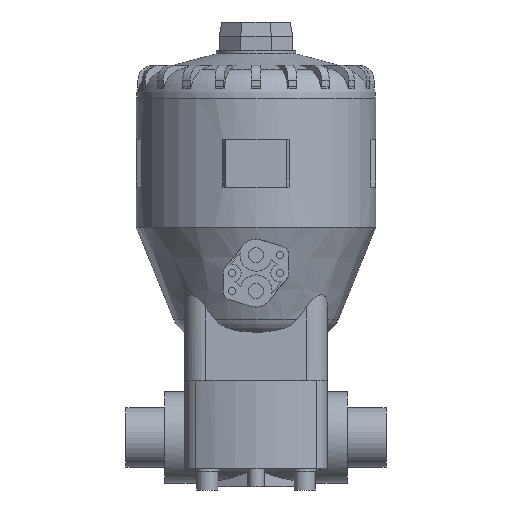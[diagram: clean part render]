
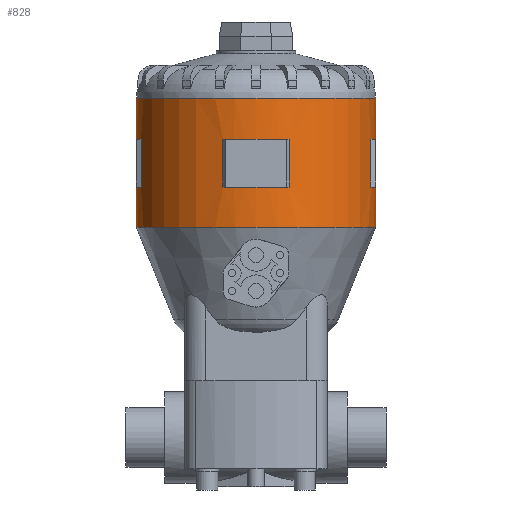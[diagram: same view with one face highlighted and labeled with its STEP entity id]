
A CAD part, front view. The second image highlights one B-rep face of the part: STEP entity #828.
In plain terms, the highlighted cylindrical face has radius 80 mm (diameter 160 mm), a partial arc.
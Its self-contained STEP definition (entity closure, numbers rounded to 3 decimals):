
#828=ADVANCED_FACE('',(#1717,#1718),#1719,.T.);
#1717=FACE_OUTER_BOUND('',#2671,.T.);
#1718=FACE_BOUND('',#2672,.T.);
#1719=CYLINDRICAL_SURFACE('',#2673,80.0);
#2671=EDGE_LOOP('',(#5129,#5130,#5131,#5132,#5133,#5134,#5135,#5136,#5137,#5138,#5139,#5140));
#2672=EDGE_LOOP('',(#5141,#5142,#5143,#5144,#5145,#5146));
#2673=AXIS2_PLACEMENT_3D('',#5147,#5148,#5149);
#5129=ORIENTED_EDGE('',*,*,#5880,.T.);
#5130=ORIENTED_EDGE('',*,*,#6158,.T.);
#5131=ORIENTED_EDGE('',*,*,#6162,.T.);
#5132=ORIENTED_EDGE('',*,*,#6151,.T.);
#5133=ORIENTED_EDGE('',*,*,#5887,.T.);
#5134=ORIENTED_EDGE('',*,*,#6292,.F.);
#5135=ORIENTED_EDGE('',*,*,#5885,.T.);
#5136=ORIENTED_EDGE('',*,*,#6197,.T.);
#5137=ORIENTED_EDGE('',*,*,#6209,.T.);
#5138=ORIENTED_EDGE('',*,*,#6212,.T.);
#5139=ORIENTED_EDGE('',*,*,#5881,.T.);
#5140=ORIENTED_EDGE('',*,*,#6683,.T.);
#5141=ORIENTED_EDGE('',*,*,#6183,.T.);
#5142=ORIENTED_EDGE('',*,*,#6171,.T.);
#5143=ORIENTED_EDGE('',*,*,#6175,.T.);
#5144=ORIENTED_EDGE('',*,*,#6189,.T.);
#5145=ORIENTED_EDGE('',*,*,#6192,.T.);
#5146=ORIENTED_EDGE('',*,*,#6179,.T.);
#5147=CARTESIAN_POINT('',(0.0,0.0,183.827));
#5148=DIRECTION('',(0.0,0.0,1.0));
#5149=DIRECTION('',(1.0,0.0,0.0));
#5880=EDGE_CURVE('',#7018,#7143,#7144,.T.);
#5881=EDGE_CURVE('',#7145,#7038,#7146,.T.);
#5885=EDGE_CURVE('',#7153,#7151,#7154,.T.);
#5887=EDGE_CURVE('',#7157,#7155,#7158,.T.);
#6151=EDGE_CURVE('',#7558,#7157,#7559,.T.);
#6158=EDGE_CURVE('',#7143,#7568,#7569,.T.);
#6162=EDGE_CURVE('',#7568,#7558,#7574,.T.);
#6171=EDGE_CURVE('',#7584,#7585,#7586,.T.);
#6175=EDGE_CURVE('',#7585,#7591,#7592,.T.);
#6179=EDGE_CURVE('',#7597,#7598,#7599,.T.);
#6183=EDGE_CURVE('',#7598,#7584,#7604,.T.);
#6189=EDGE_CURVE('',#7591,#7611,#7612,.T.);
#6192=EDGE_CURVE('',#7611,#7597,#7615,.T.);
#6197=EDGE_CURVE('',#7151,#7621,#7622,.T.);
#6209=EDGE_CURVE('',#7621,#7637,#7638,.T.);
#6212=EDGE_CURVE('',#7637,#7145,#7641,.T.);
#6292=EDGE_CURVE('',#7153,#7155,#7773,.T.);
#6683=EDGE_CURVE('',#7038,#7018,#8304,.T.);
#7018=VERTEX_POINT('',#8861);
#7038=VERTEX_POINT('',#8976);
#7143=VERTEX_POINT('',#9266);
#7144=LINE('',#9267,#9268);
#7145=VERTEX_POINT('',#9269);
#7146=LINE('',#9270,#9271);
#7151=VERTEX_POINT('',#9277);
#7153=VERTEX_POINT('',#9279);
#7154=LINE('',#9280,#9281);
#7155=VERTEX_POINT('',#9282);
#7157=VERTEX_POINT('',#9284);
#7158=LINE('',#9285,#9286);
#7558=VERTEX_POINT('',#10483);
#7559=CIRCLE('',#10484,80.0);
#7568=VERTEX_POINT('',#10497);
#7569=CIRCLE('',#10498,80.0);
#7574=LINE('',#10505,#10506);
#7584=VERTEX_POINT('',#10520);
#7585=VERTEX_POINT('',#10521);
#7586=CIRCLE('',#10522,80.0);
#7591=VERTEX_POINT('',#10529);
#7592=CIRCLE('',#10530,80.0);
#7597=VERTEX_POINT('',#10537);
#7598=VERTEX_POINT('',#10538);
#7599=CIRCLE('',#10539,80.0);
#7604=LINE('',#10546,#10547);
#7611=VERTEX_POINT('',#10557);
#7612=LINE('',#10558,#10559);
#7615=CIRCLE('',#10563,80.0);
#7621=VERTEX_POINT('',#10571);
#7622=CIRCLE('',#10572,80.0);
#7637=VERTEX_POINT('',#10594);
#7638=LINE('',#10595,#10596);
#7641=CIRCLE('',#10600,80.0);
#7773=CIRCLE('',#11284,80.0);
#8304=CIRCLE('',#12382,80.0);
#8861=CARTESIAN_POINT('',(80.0,0.0,140.598));
#8976=CARTESIAN_POINT('',(-80.0,0.,140.598));
#9266=CARTESIAN_POINT('',(80.0,0.,167.55));
#9267=CARTESIAN_POINT('',(80.0,0.,183.827));
#9268=VECTOR('',#12856,1.0);
#9269=CARTESIAN_POINT('',(-80.0,0.,167.55));
#9270=CARTESIAN_POINT('',(-80.0,0.,183.827));
#9271=VECTOR('',#12857,1.0);
#9277=CARTESIAN_POINT('',(-80.0,0.,199.55));
#9279=CARTESIAN_POINT('',(-80.0,0.,227.057));
#9280=CARTESIAN_POINT('',(-80.0,0.,183.827));
#9281=VECTOR('',#12865,1.0);
#9282=CARTESIAN_POINT('',(80.0,0.0,227.057));
#9284=CARTESIAN_POINT('',(80.0,0.,199.55));
#9285=CARTESIAN_POINT('',(80.0,0.,183.827));
#9286=VECTOR('',#12869,1.0);
#10483=CARTESIAN_POINT('',(76.887,-22.101,199.55));
#10484=AXIS2_PLACEMENT_3D('',#13150,#13151,#13152);
#10497=CARTESIAN_POINT('',(76.887,-22.101,167.55));
#10498=AXIS2_PLACEMENT_3D('',#13157,#13158,#13159);
#10505=CARTESIAN_POINT('',(76.887,-22.101,183.55));
#10506=VECTOR('',#13162,1.0);
#10520=CARTESIAN_POINT('',(-22.101,-76.887,199.55));
#10521=CARTESIAN_POINT('',(0.,-80.0,199.55));
#10522=AXIS2_PLACEMENT_3D('',#13167,#13168,#13169);
#10529=CARTESIAN_POINT('',(22.101,-76.887,199.55));
#10530=AXIS2_PLACEMENT_3D('',#13172,#13173,#13174);
#10537=CARTESIAN_POINT('',(0.,-80.0,167.55));
#10538=CARTESIAN_POINT('',(-22.101,-76.887,167.55));
#10539=AXIS2_PLACEMENT_3D('',#13177,#13178,#13179);
#10546=CARTESIAN_POINT('',(-22.101,-76.887,183.55));
#10547=VECTOR('',#13182,1.0);
#10557=CARTESIAN_POINT('',(22.101,-76.887,167.55));
#10558=CARTESIAN_POINT('',(22.101,-76.887,183.55));
#10559=VECTOR('',#13186,1.0);
#10563=AXIS2_PLACEMENT_3D('',#13188,#13189,#13190);
#10571=CARTESIAN_POINT('',(-76.887,-22.101,199.55));
#10572=AXIS2_PLACEMENT_3D('',#13193,#13194,#13195);
#10594=CARTESIAN_POINT('',(-76.887,-22.101,167.55));
#10595=CARTESIAN_POINT('',(-76.887,-22.101,183.55));
#10596=VECTOR('',#13203,1.0);
#10600=AXIS2_PLACEMENT_3D('',#13205,#13206,#13207);
#11284=AXIS2_PLACEMENT_3D('',#13270,#13271,#13272);
#12382=AXIS2_PLACEMENT_3D('',#13689,#13690,#13691);
#12856=DIRECTION('',(0.0,0.0,1.0));
#12857=DIRECTION('',(-0.0,-0.0,-1.0));
#12865=DIRECTION('',(-0.0,-0.0,-1.0));
#12869=DIRECTION('',(0.0,0.0,1.0));
#13150=CARTESIAN_POINT('',(0.0,0.0,199.55));
#13151=DIRECTION('',(0.0,-0.0,1.0));
#13152=DIRECTION('',(1.0,0.0,0.0));
#13157=CARTESIAN_POINT('',(0.0,0.0,167.55));
#13158=DIRECTION('',(0.0,0.0,-1.0));
#13159=DIRECTION('',(1.0,0.0,0.0));
#13162=DIRECTION('',(0.0,0.0,1.0));
#13167=CARTESIAN_POINT('',(0.0,0.0,199.55));
#13168=DIRECTION('',(0.0,-0.0,1.0));
#13169=DIRECTION('',(1.0,0.0,0.0));
#13172=CARTESIAN_POINT('',(0.0,0.0,199.55));
#13173=DIRECTION('',(0.0,-0.0,1.0));
#13174=DIRECTION('',(1.0,0.0,0.0));
#13177=CARTESIAN_POINT('',(0.0,0.0,167.55));
#13178=DIRECTION('',(0.0,0.0,-1.0));
#13179=DIRECTION('',(1.0,0.0,0.0));
#13182=DIRECTION('',(0.0,0.0,1.0));
#13186=DIRECTION('',(-0.0,-0.0,-1.0));
#13188=CARTESIAN_POINT('',(0.0,0.0,167.55));
#13189=DIRECTION('',(0.0,0.0,-1.0));
#13190=DIRECTION('',(1.0,0.0,0.0));
#13193=CARTESIAN_POINT('',(0.0,0.0,199.55));
#13194=DIRECTION('',(0.0,-0.0,1.0));
#13195=DIRECTION('',(1.0,0.0,0.0));
#13203=DIRECTION('',(-0.0,-0.0,-1.0));
#13205=CARTESIAN_POINT('',(0.0,0.0,167.55));
#13206=DIRECTION('',(0.0,0.0,-1.0));
#13207=DIRECTION('',(1.0,0.0,0.0));
#13270=CARTESIAN_POINT('',(0.0,0.0,227.057));
#13271=DIRECTION('',(0.0,0.0,1.0));
#13272=DIRECTION('',(1.0,0.0,0.0));
#13689=CARTESIAN_POINT('',(0.0,0.0,140.598));
#13690=DIRECTION('',(0.0,0.0,1.0));
#13691=DIRECTION('',(1.0,0.0,0.0));
